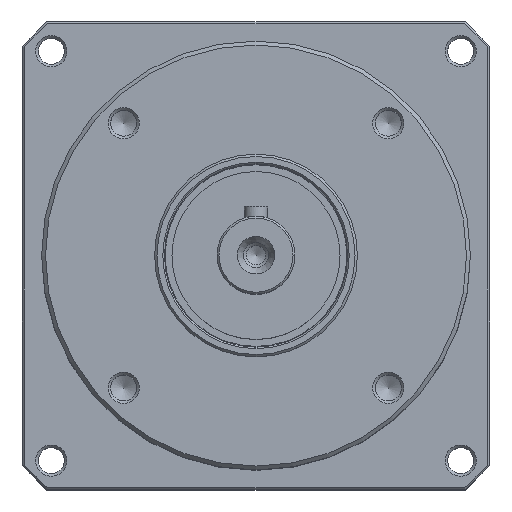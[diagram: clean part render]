
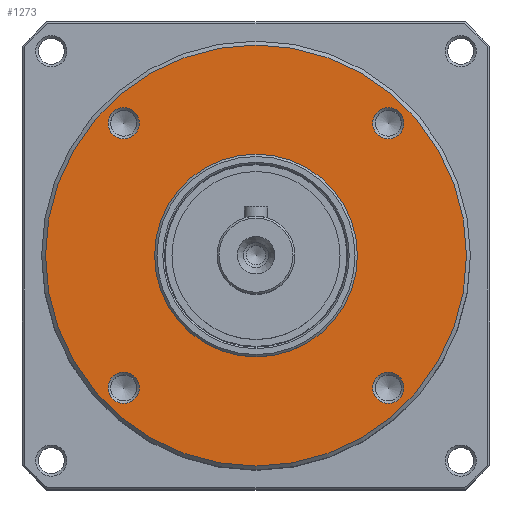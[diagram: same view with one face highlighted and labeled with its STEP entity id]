
A CAD part, top view. The second image highlights one B-rep face of the part: STEP entity #1273.
In plain terms, the highlighted face is planar.
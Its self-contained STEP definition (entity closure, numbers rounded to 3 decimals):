
#151=CIRCLE('',#1427,54.);
#152=CIRCLE('',#1429,26.);
#153=CIRCLE('',#1430,4.);
#154=CIRCLE('',#1431,4.);
#155=CIRCLE('',#1432,4.);
#156=CIRCLE('',#1433,4.);
#290=ORIENTED_EDGE('',*,*,#576,.F.);
#291=ORIENTED_EDGE('',*,*,#577,.F.);
#292=ORIENTED_EDGE('',*,*,#578,.F.);
#293=ORIENTED_EDGE('',*,*,#579,.F.);
#294=ORIENTED_EDGE('',*,*,#580,.F.);
#295=ORIENTED_EDGE('',*,*,#575,.T.);
#575=EDGE_CURVE('',#711,#711,#151,.T.);
#576=EDGE_CURVE('',#712,#712,#152,.T.);
#577=EDGE_CURVE('',#713,#713,#153,.T.);
#578=EDGE_CURVE('',#714,#714,#154,.T.);
#579=EDGE_CURVE('',#715,#715,#155,.T.);
#580=EDGE_CURVE('',#716,#716,#156,.T.);
#711=VERTEX_POINT('',#2166);
#712=VERTEX_POINT('',#2169);
#713=VERTEX_POINT('',#2171);
#714=VERTEX_POINT('',#2173);
#715=VERTEX_POINT('',#2175);
#716=VERTEX_POINT('',#2177);
#903=EDGE_LOOP('',(#290));
#904=EDGE_LOOP('',(#291));
#905=EDGE_LOOP('',(#292));
#906=EDGE_LOOP('',(#293));
#907=EDGE_LOOP('',(#294));
#908=EDGE_LOOP('',(#295));
#1075=FACE_BOUND('',#903,.T.);
#1076=FACE_BOUND('',#904,.T.);
#1077=FACE_BOUND('',#905,.T.);
#1078=FACE_BOUND('',#906,.T.);
#1079=FACE_BOUND('',#907,.T.);
#1080=FACE_BOUND('',#908,.T.);
#1226=PLANE('',#1428);
#1273=ADVANCED_FACE('',(#1075,#1076,#1077,#1078,#1079,#1080),#1226,.F.);
#1427=AXIS2_PLACEMENT_3D('',#2165,#1678,#1679);
#1428=AXIS2_PLACEMENT_3D('',#2167,#1680,#1681);
#1429=AXIS2_PLACEMENT_3D('',#2168,#1682,#1683);
#1430=AXIS2_PLACEMENT_3D('',#2170,#1684,#1685);
#1431=AXIS2_PLACEMENT_3D('',#2172,#1686,#1687);
#1432=AXIS2_PLACEMENT_3D('',#2174,#1688,#1689);
#1433=AXIS2_PLACEMENT_3D('',#2176,#1690,#1691);
#1678=DIRECTION('',(1.,0.,0.));
#1679=DIRECTION('',(0.,0.,-1.));
#1680=DIRECTION('',(-1.,0.,0.));
#1681=DIRECTION('',(0.,0.,1.));
#1682=DIRECTION('',(1.,0.,0.));
#1683=DIRECTION('',(0.,0.,-1.));
#1684=DIRECTION('',(1.,0.,0.));
#1685=DIRECTION('',(0.,0.,-1.));
#1686=DIRECTION('',(1.,0.,0.));
#1687=DIRECTION('',(0.,0.,-1.));
#1688=DIRECTION('',(1.,0.,0.));
#1689=DIRECTION('',(0.,0.,-1.));
#1690=DIRECTION('',(1.,0.,0.));
#1691=DIRECTION('',(0.,0.,-1.));
#2165=CARTESIAN_POINT('',(77.,0.,0.));
#2166=CARTESIAN_POINT('',(77.,0.,-54.));
#2167=CARTESIAN_POINT('',(77.,54.,0.));
#2168=CARTESIAN_POINT('',(77.,0.,0.));
#2169=CARTESIAN_POINT('',(77.,0.,-26.));
#2170=CARTESIAN_POINT('',(77.,-33.941,33.941));
#2171=CARTESIAN_POINT('',(77.,-33.941,29.941));
#2172=CARTESIAN_POINT('',(77.,33.941,-33.941));
#2173=CARTESIAN_POINT('',(77.,33.941,-37.941));
#2174=CARTESIAN_POINT('',(77.,-33.941,-33.941));
#2175=CARTESIAN_POINT('',(77.,-33.941,-37.941));
#2176=CARTESIAN_POINT('',(77.,33.941,33.941));
#2177=CARTESIAN_POINT('',(77.,33.941,29.941));
